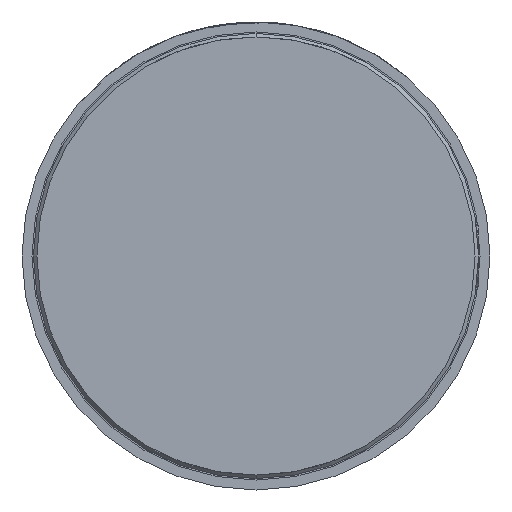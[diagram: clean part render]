
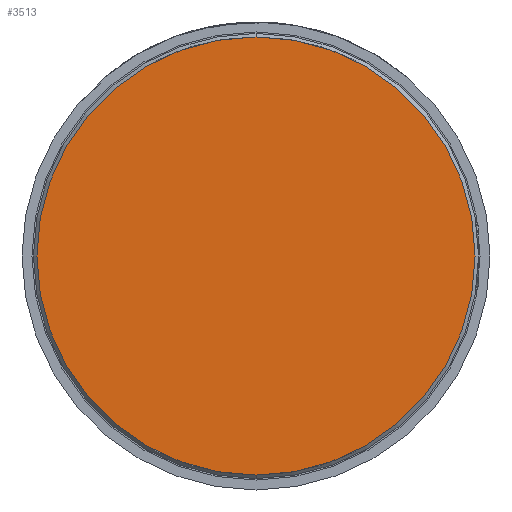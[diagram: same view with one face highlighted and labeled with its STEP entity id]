
A CAD part, front view. The second image highlights one B-rep face of the part: STEP entity #3513.
In plain terms, the highlighted planar face has unit normal (0, -1, 0).
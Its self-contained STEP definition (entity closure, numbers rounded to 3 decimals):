
#214 = DIRECTION ( 'NONE',  ( 1., 0., 0. ) ) ;
#229 = CARTESIAN_POINT ( 'NONE',  ( 0., 0., 0. ) ) ;
#246 = CARTESIAN_POINT ( 'NONE',  ( 0., 0., -1.9 ) ) ;
#341 = FACE_OUTER_BOUND ( 'NONE', #4567, .T. ) ;
#380 = CARTESIAN_POINT ( 'NONE',  ( 2.2, 0., 0. ) ) ;
#641 = PLANE ( 'NONE',  #4099 ) ;
#821 = VERTEX_POINT ( 'NONE', #872 ) ;
#872 = CARTESIAN_POINT ( 'NONE',  ( -2.2, 0., 0. ) ) ;
#1803 = ORIENTED_EDGE ( 'NONE', *, *, #3714, .T. ) ;
#2387 = CIRCLE ( 'NONE', #4186, 2.2 ) ;
#2406 = DIRECTION ( 'NONE',  ( 0., -1., 0. ) ) ;
#2649 = AXIS2_PLACEMENT_3D ( 'NONE', #4413, #2406, #2811 ) ;
#2811 = DIRECTION ( 'NONE',  ( -1., 0., 0. ) ) ;
#3257 = CIRCLE ( 'NONE', #2649, 2.2 ) ;
#3501 = ORIENTED_EDGE ( 'NONE', *, *, #4583, .T. ) ;
#3513 = ADVANCED_FACE ( 'Defeature ausgef�hrt1_2', ( #341 ), #641, .F. ) ;
#3714 = EDGE_CURVE ( 'Defeature ausgef�hrt1_2+Defeature ausgef�hrt1_1+Defeature ausgef�hrt1_1+Defeature ausgef�hrt1_1', #5087, #821, #2387, .T. ) ;
#3777 = DIRECTION ( 'NONE',  ( -1., 0., 0. ) ) ;
#4099 = AXIS2_PLACEMENT_3D ( 'NONE', #246, #4129, #214 ) ;
#4129 = DIRECTION ( 'NONE',  ( 0., 1., 0. ) ) ;
#4186 = AXIS2_PLACEMENT_3D ( 'NONE', #229, #5010, #3777 ) ;
#4413 = CARTESIAN_POINT ( 'NONE',  ( 0., 0., 0. ) ) ;
#4567 = EDGE_LOOP ( 'NONE', ( #3501, #1803 ) ) ;
#4583 = EDGE_CURVE ( 'Defeature ausgef�hrt1_2+Defeature ausgef�hrt1_1+Defeature ausgef�hrt1_1+Defeature ausgef�hrt1_1', #821, #5087, #3257, .T. ) ;
#5010 = DIRECTION ( 'NONE',  ( 0., -1., 0. ) ) ;
#5087 = VERTEX_POINT ( 'NONE', #380 ) ;
